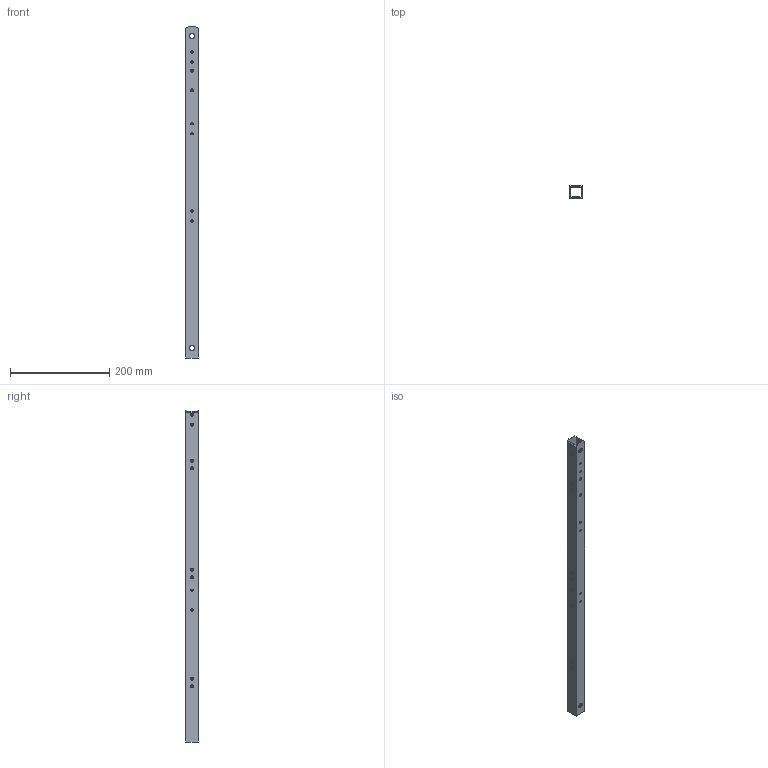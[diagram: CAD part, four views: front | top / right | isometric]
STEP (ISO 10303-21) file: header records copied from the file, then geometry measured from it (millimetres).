
FILE_DESCRIPTION (( 'STEP AP214' ), '1' );
FILE_NAME ('PAN_V1_USI_005_Colonne_Gauche_Bas.STEP', '2022-02-17T11:12:30', ( '' ), ( '' ), 'SwSTEP 2.0', 'SolidWorks 2021', '' );
FILE_SCHEMA (( 'AUTOMOTIVE_DESIGN' ));
Length unit declared in the file: millimetre
Products named in the file (1): PAN_V1_USI_005_Colonne_Gauche_Bas
Bounding box: 25 x 25 x 670 mm (x, y, z)
Volume: 120554.7 mm3; surface area: 122459 mm2
Topology: 1 solids, 1 shells, 97 faces, 288 edges, 192 vertices
Faces by surface type: cylinder 84, plane 13
Entity records: 3556 total; most frequent: DIRECTION 652, CARTESIAN_POINT 578, ORIENTED_EDGE 576, EDGE_CURVE 288, AXIS2_PLACEMENT_3D 266, VERTEX_POINT 192, EDGE_LOOP 182, CIRCLE 168
